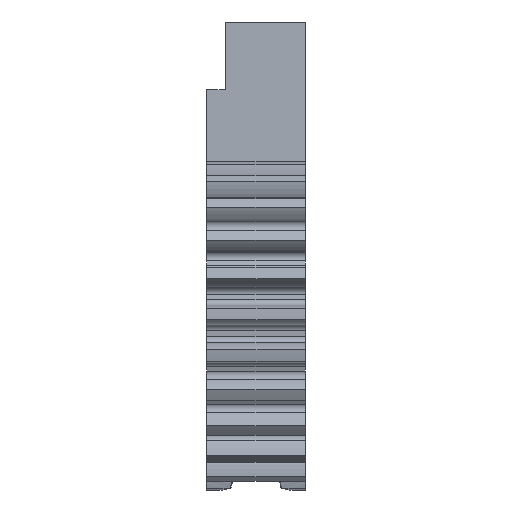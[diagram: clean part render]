
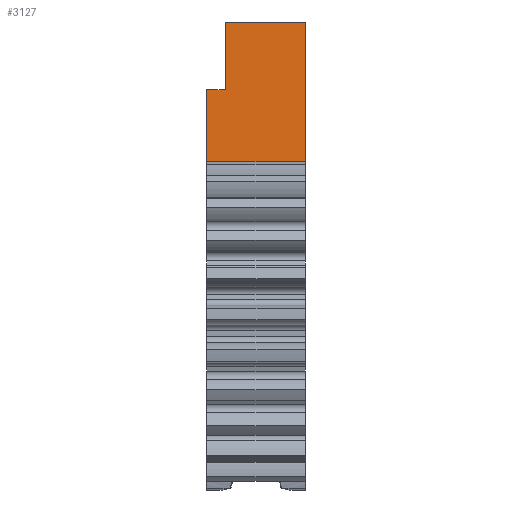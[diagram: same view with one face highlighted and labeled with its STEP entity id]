
A CAD part, left-side view. The second image highlights one B-rep face of the part: STEP entity #3127.
In plain terms, the highlighted planar face has unit normal (-0.999, 0, 0.042).
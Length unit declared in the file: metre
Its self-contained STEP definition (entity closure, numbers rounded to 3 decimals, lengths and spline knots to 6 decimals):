
#289=LINE('',#5806,#461);
#304=LINE('',#5912,#476);
#352=LINE('',#6065,#524);
#453=LINE('',#8350,#625);
#456=LINE('',#8356,#628);
#457=LINE('',#8358,#629);
#461=VECTOR('',#3661,1.);
#476=VECTOR('',#3694,1.);
#524=VECTOR('',#3836,1.);
#625=VECTOR('',#4223,1.);
#628=VECTOR('',#4230,1.);
#629=VECTOR('',#4231,1.);
#1554=ORIENTED_EDGE('',*,*,#2089,.T.);
#1555=ORIENTED_EDGE('',*,*,#2090,.T.);
#1556=ORIENTED_EDGE('',*,*,#1755,.T.);
#1557=ORIENTED_EDGE('',*,*,#1782,.T.);
#1558=ORIENTED_EDGE('',*,*,#1855,.T.);
#1559=ORIENTED_EDGE('',*,*,#2086,.F.);
#1755=EDGE_CURVE('',#2100,#2244,#289,.T.);
#1782=EDGE_CURVE('',#2244,#2267,#304,.T.);
#1855=EDGE_CURVE('',#2267,#2316,#352,.T.);
#2086=EDGE_CURVE('',#2422,#2316,#453,.T.);
#2089=EDGE_CURVE('',#2422,#2424,#456,.T.);
#2090=EDGE_CURVE('',#2424,#2100,#457,.T.);
#2100=VERTEX_POINT('',#4269);
#2244=VERTEX_POINT('',#5805);
#2267=VERTEX_POINT('',#5913);
#2316=VERTEX_POINT('',#6064);
#2422=VERTEX_POINT('',#8349);
#2424=VERTEX_POINT('',#8357);
#2782=EDGE_LOOP('',(#1554,#1555,#1556,#1557,#1558,#1559));
#2952=FACE_BOUND('',#2782,.T.);
#2967=PLANE('',#3447);
#3127=ADVANCED_FACE('',(#2952),#2967,.F.);
#3447=AXIS2_PLACEMENT_3D('',#8355,#4228,#4229);
#3661=DIRECTION('',(-0.042,0.,-0.999));
#3694=DIRECTION('',(0.,-1.,0.));
#3836=DIRECTION('',(0.042,0.,0.999));
#4223=DIRECTION('',(0.,-1.,0.));
#4228=DIRECTION('',(0.999,0.,-0.042));
#4229=DIRECTION('',(-0.042,0.,-0.999));
#4230=DIRECTION('',(-0.042,0.,-0.999));
#4231=DIRECTION('',(0.,1.,0.));
#4269=CARTESIAN_POINT('',(-0.00173,0.004,0.019));
#5805=CARTESIAN_POINT('',(-0.002035,0.004,0.011692));
#5806=CARTESIAN_POINT('',(-0.00177,0.004,0.018036));
#5912=CARTESIAN_POINT('',(-0.002035,0.004002,0.011692));
#5913=CARTESIAN_POINT('',(-0.002035,-0.004,0.011692));
#6064=CARTESIAN_POINT('',(-0.0015,-0.004,0.0245));
#6065=CARTESIAN_POINT('',(-0.00177,-0.004,0.018036));
#8349=CARTESIAN_POINT('',(-0.0015,0.0025,0.0245));
#8350=CARTESIAN_POINT('',(-0.0015,0.004002,0.0245));
#8355=CARTESIAN_POINT('',(-0.00177,0.004002,0.018036));
#8356=CARTESIAN_POINT('',(-0.00177,0.0025,0.018036));
#8357=CARTESIAN_POINT('',(-0.00173,0.0025,0.019));
#8358=CARTESIAN_POINT('',(-0.00173,0.0025,0.019));
